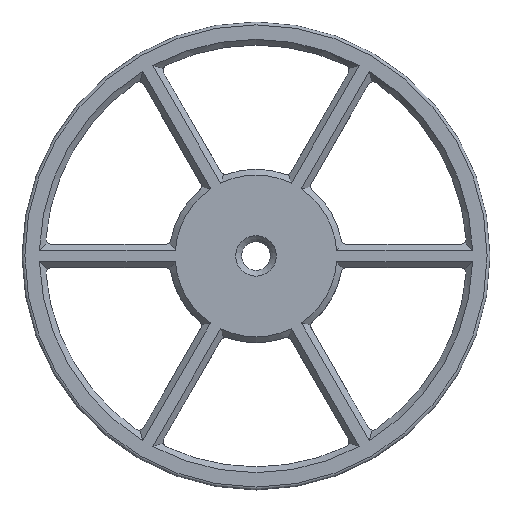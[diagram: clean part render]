
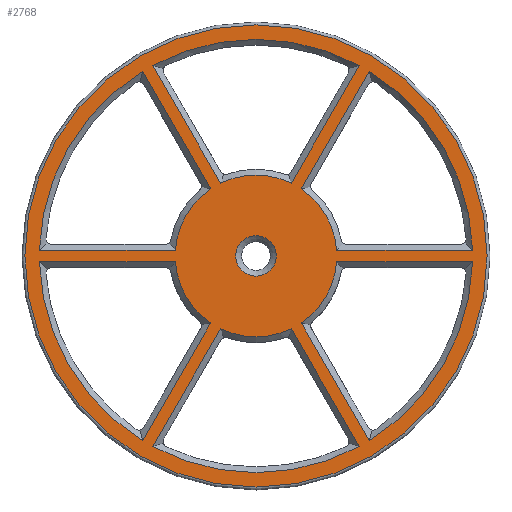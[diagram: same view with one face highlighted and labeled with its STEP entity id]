
A CAD part, top view. The second image highlights one B-rep face of the part: STEP entity #2768.
In plain terms, the highlighted planar face has unit normal (0, 0, 1).
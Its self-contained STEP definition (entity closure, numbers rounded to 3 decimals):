
#19=FACE_BOUND('',#639,.T.);
#20=FACE_BOUND('',#640,.T.);
#21=FACE_BOUND('',#641,.T.);
#22=FACE_BOUND('',#642,.T.);
#23=FACE_BOUND('',#643,.T.);
#24=FACE_BOUND('',#644,.T.);
#25=FACE_BOUND('',#645,.T.);
#100=LINE('',#3617,#206);
#107=LINE('',#3753,#213);
#114=LINE('',#3889,#220);
#121=LINE('',#4025,#227);
#128=LINE('',#4161,#234);
#136=LINE('',#4254,#242);
#143=LINE('',#4300,#249);
#150=LINE('',#4346,#256);
#157=LINE('',#4392,#263);
#164=LINE('',#4438,#270);
#182=LINE('',#5504,#288);
#189=LINE('',#5774,#295);
#206=VECTOR('',#3029,10.);
#213=VECTOR('',#3062,10.);
#220=VECTOR('',#3095,10.);
#227=VECTOR('',#3128,10.);
#234=VECTOR('',#3161,10.);
#242=VECTOR('',#3191,10.);
#249=VECTOR('',#3212,10.);
#256=VECTOR('',#3233,10.);
#263=VECTOR('',#3254,10.);
#270=VECTOR('',#3275,10.);
#288=VECTOR('',#3391,10.);
#295=VECTOR('',#3422,10.);
#385=PLANE('',#2981);
#504=FACE_OUTER_BOUND('',#638,.T.);
#638=EDGE_LOOP('',(#2522));
#639=EDGE_LOOP('',(#2523,#2524,#2525,#2526));
#640=EDGE_LOOP('',(#2527,#2528,#2529,#2530));
#641=EDGE_LOOP('',(#2531));
#642=EDGE_LOOP('',(#2532,#2533,#2534,#2535));
#643=EDGE_LOOP('',(#2536,#2537,#2538,#2539));
#644=EDGE_LOOP('',(#2540,#2541,#2542,#2543));
#645=EDGE_LOOP('',(#2544,#2545,#2546,#2547));
#674=CIRCLE('',#2811,37.5);
#678=CIRCLE('',#2824,37.5);
#682=CIRCLE('',#2837,37.5);
#686=CIRCLE('',#2850,37.5);
#690=CIRCLE('',#2863,37.5);
#691=CIRCLE('',#2902,14.);
#695=CIRCLE('',#2909,14.);
#698=CIRCLE('',#2915,14.);
#702=CIRCLE('',#2922,14.);
#705=CIRCLE('',#2928,14.);
#711=CIRCLE('',#2951,37.5);
#713=CIRCLE('',#2954,14.);
#724=CIRCLE('',#2982,40.);
#725=CIRCLE('',#2983,3.5);
#988=VERTEX_POINT('',#3611);
#989=VERTEX_POINT('',#3616);
#998=VERTEX_POINT('',#3664);
#1014=VERTEX_POINT('',#3747);
#1015=VERTEX_POINT('',#3752);
#1024=VERTEX_POINT('',#3800);
#1040=VERTEX_POINT('',#3883);
#1041=VERTEX_POINT('',#3888);
#1050=VERTEX_POINT('',#3936);
#1066=VERTEX_POINT('',#4019);
#1067=VERTEX_POINT('',#4024);
#1076=VERTEX_POINT('',#4072);
#1092=VERTEX_POINT('',#4155);
#1093=VERTEX_POINT('',#4160);
#1102=VERTEX_POINT('',#4208);
#1111=VERTEX_POINT('',#4249);
#1121=VERTEX_POINT('',#4295);
#1131=VERTEX_POINT('',#4341);
#1141=VERTEX_POINT('',#4387);
#1151=VERTEX_POINT('',#4433);
#1221=VERTEX_POINT('',#5499);
#1222=VERTEX_POINT('',#5503);
#1237=VERTEX_POINT('',#5566);
#1246=VERTEX_POINT('',#5679);
#1268=VERTEX_POINT('',#6253);
#1269=VERTEX_POINT('',#6255);
#1300=EDGE_CURVE('',#988,#989,#100,.T.);
#1313=EDGE_CURVE('',#998,#988,#674,.T.);
#1331=EDGE_CURVE('',#1014,#1015,#107,.T.);
#1344=EDGE_CURVE('',#1024,#1014,#678,.T.);
#1362=EDGE_CURVE('',#1040,#1041,#114,.T.);
#1375=EDGE_CURVE('',#1050,#1040,#682,.T.);
#1393=EDGE_CURVE('',#1066,#1067,#121,.T.);
#1406=EDGE_CURVE('',#1076,#1066,#686,.T.);
#1424=EDGE_CURVE('',#1092,#1093,#128,.T.);
#1437=EDGE_CURVE('',#1102,#1092,#690,.T.);
#1449=EDGE_CURVE('',#1111,#998,#136,.T.);
#1464=EDGE_CURVE('',#1121,#1024,#143,.T.);
#1479=EDGE_CURVE('',#1131,#1050,#150,.T.);
#1494=EDGE_CURVE('',#1141,#1076,#157,.T.);
#1509=EDGE_CURVE('',#1151,#1102,#164,.T.);
#1523=EDGE_CURVE('',#989,#1111,#691,.T.);
#1539=EDGE_CURVE('',#1015,#1121,#695,.T.);
#1552=EDGE_CURVE('',#1041,#1131,#698,.T.);
#1568=EDGE_CURVE('',#1067,#1141,#702,.T.);
#1581=EDGE_CURVE('',#1093,#1151,#705,.T.);
#1619=EDGE_CURVE('',#1221,#1222,#182,.T.);
#1637=EDGE_CURVE('',#1237,#1221,#711,.T.);
#1647=EDGE_CURVE('',#1222,#1246,#713,.T.);
#1657=EDGE_CURVE('',#1246,#1237,#189,.T.);
#1704=EDGE_CURVE('',#1268,#1268,#724,.T.);
#1705=EDGE_CURVE('',#1269,#1269,#725,.T.);
#2522=ORIENTED_EDGE('',*,*,#1704,.F.);
#2523=ORIENTED_EDGE('',*,*,#1344,.F.);
#2524=ORIENTED_EDGE('',*,*,#1464,.F.);
#2525=ORIENTED_EDGE('',*,*,#1539,.F.);
#2526=ORIENTED_EDGE('',*,*,#1331,.F.);
#2527=ORIENTED_EDGE('',*,*,#1406,.F.);
#2528=ORIENTED_EDGE('',*,*,#1494,.F.);
#2529=ORIENTED_EDGE('',*,*,#1568,.F.);
#2530=ORIENTED_EDGE('',*,*,#1393,.F.);
#2531=ORIENTED_EDGE('',*,*,#1705,.F.);
#2532=ORIENTED_EDGE('',*,*,#1647,.F.);
#2533=ORIENTED_EDGE('',*,*,#1619,.F.);
#2534=ORIENTED_EDGE('',*,*,#1637,.F.);
#2535=ORIENTED_EDGE('',*,*,#1657,.F.);
#2536=ORIENTED_EDGE('',*,*,#1437,.F.);
#2537=ORIENTED_EDGE('',*,*,#1509,.F.);
#2538=ORIENTED_EDGE('',*,*,#1581,.F.);
#2539=ORIENTED_EDGE('',*,*,#1424,.F.);
#2540=ORIENTED_EDGE('',*,*,#1375,.F.);
#2541=ORIENTED_EDGE('',*,*,#1479,.F.);
#2542=ORIENTED_EDGE('',*,*,#1552,.F.);
#2543=ORIENTED_EDGE('',*,*,#1362,.F.);
#2544=ORIENTED_EDGE('',*,*,#1313,.F.);
#2545=ORIENTED_EDGE('',*,*,#1449,.F.);
#2546=ORIENTED_EDGE('',*,*,#1523,.F.);
#2547=ORIENTED_EDGE('',*,*,#1300,.F.);
#2768=ADVANCED_FACE('',(#504,#19,#20,#21,#22,#23,#24,#25),#385,.T.);
#2811=AXIS2_PLACEMENT_3D('',#3669,#3043,#3044);
#2824=AXIS2_PLACEMENT_3D('',#3805,#3076,#3077);
#2837=AXIS2_PLACEMENT_3D('',#3941,#3109,#3110);
#2850=AXIS2_PLACEMENT_3D('',#4077,#3142,#3143);
#2863=AXIS2_PLACEMENT_3D('',#4213,#3175,#3176);
#2902=AXIS2_PLACEMENT_3D('',#4548,#3291,#3292);
#2909=AXIS2_PLACEMENT_3D('',#4694,#3307,#3308);
#2915=AXIS2_PLACEMENT_3D('',#4811,#3321,#3322);
#2922=AXIS2_PLACEMENT_3D('',#4957,#3337,#3338);
#2928=AXIS2_PLACEMENT_3D('',#5074,#3351,#3352);
#2951=AXIS2_PLACEMENT_3D('',#5570,#3408,#3409);
#2954=AXIS2_PLACEMENT_3D('',#5680,#3414,#3415);
#2981=AXIS2_PLACEMENT_3D('',#6252,#3476,#3477);
#2982=AXIS2_PLACEMENT_3D('',#6254,#3478,#3479);
#2983=AXIS2_PLACEMENT_3D('',#6256,#3480,#3481);
#3029=DIRECTION('',(-1.,0.,0.));
#3043=DIRECTION('center_axis',(0.,0.,1.));
#3044=DIRECTION('ref_axis',(0.5,-0.866,0.));
#3062=DIRECTION('',(-0.5,0.866,0.));
#3076=DIRECTION('center_axis',(0.,0.,1.));
#3077=DIRECTION('ref_axis',(-0.5,-0.866,0.));
#3095=DIRECTION('',(0.5,0.866,0.));
#3109=DIRECTION('center_axis',(0.,0.,1.));
#3110=DIRECTION('ref_axis',(-1.,0.,0.));
#3128=DIRECTION('',(1.,0.,0.));
#3142=DIRECTION('center_axis',(0.,0.,1.));
#3143=DIRECTION('ref_axis',(-0.5,0.866,0.));
#3161=DIRECTION('',(0.5,-0.866,0.));
#3175=DIRECTION('center_axis',(0.,0.,1.));
#3176=DIRECTION('ref_axis',(0.5,0.866,0.));
#3191=DIRECTION('',(0.5,-0.866,0.));
#3212=DIRECTION('',(-0.5,-0.866,0.));
#3233=DIRECTION('',(-1.,0.,0.));
#3254=DIRECTION('',(-0.5,0.866,0.));
#3275=DIRECTION('',(0.5,0.866,0.));
#3291=DIRECTION('center_axis',(0.,0.,-1.));
#3292=DIRECTION('ref_axis',(0.5,-0.866,0.));
#3307=DIRECTION('center_axis',(0.,0.,-1.));
#3308=DIRECTION('ref_axis',(-0.5,-0.866,0.));
#3321=DIRECTION('center_axis',(0.,0.,-1.));
#3322=DIRECTION('ref_axis',(-1.,0.,0.));
#3337=DIRECTION('center_axis',(0.,0.,-1.));
#3338=DIRECTION('ref_axis',(-0.5,0.866,0.));
#3351=DIRECTION('center_axis',(0.,0.,-1.));
#3352=DIRECTION('ref_axis',(0.5,0.866,0.));
#3391=DIRECTION('',(-0.5,-0.866,0.));
#3408=DIRECTION('center_axis',(0.,0.,1.));
#3409=DIRECTION('ref_axis',(1.,0.,0.));
#3414=DIRECTION('center_axis',(0.,0.,-1.));
#3415=DIRECTION('ref_axis',(1.,0.,0.));
#3422=DIRECTION('',(1.,0.,0.));
#3476=DIRECTION('center_axis',(0.,0.,1.));
#3477=DIRECTION('ref_axis',(1.,0.,0.));
#3478=DIRECTION('center_axis',(0.,0.,-1.));
#3479=DIRECTION('ref_axis',(1.,0.,0.));
#3480=DIRECTION('center_axis',(0.,0.,1.));
#3481=DIRECTION('ref_axis',(0.,-1.,0.));
#3611=CARTESIAN_POINT('',(37.487,-1.,2.5));
#3616=CARTESIAN_POINT('',(13.964,-1.,2.5));
#3617=CARTESIAN_POINT('',(12.377,-1.,2.5));
#3664=CARTESIAN_POINT('',(19.609,-31.964,2.5));
#3669=CARTESIAN_POINT('Origin',(0.,0.,
2.5));
#3747=CARTESIAN_POINT('',(17.877,-32.964,2.5));
#3752=CARTESIAN_POINT('',(6.116,-12.593,2.5));
#3753=CARTESIAN_POINT('',(-3.338,3.781,2.5));
#3800=CARTESIAN_POINT('',(-17.877,-32.964,2.5));
#3805=CARTESIAN_POINT('Origin',(0.,0.,
2.5));
#3883=CARTESIAN_POINT('',(-19.609,-31.964,2.5));
#3888=CARTESIAN_POINT('',(-7.848,-11.593,2.5));
#3889=CARTESIAN_POINT('',(1.606,4.781,2.5));
#3936=CARTESIAN_POINT('',(-37.487,-1.,2.5));
#3941=CARTESIAN_POINT('Origin',(0.,0.,
2.5));
#4019=CARTESIAN_POINT('',(-37.487,1.,2.5));
#4024=CARTESIAN_POINT('',(-13.964,1.,2.5));
#4025=CARTESIAN_POINT('',(-12.377,1.,2.5));
#4072=CARTESIAN_POINT('',(-19.609,31.964,2.5));
#4077=CARTESIAN_POINT('Origin',(0.,0.,
2.5));
#4155=CARTESIAN_POINT('',(-17.877,32.964,2.5));
#4160=CARTESIAN_POINT('',(-6.116,12.593,2.5));
#4161=CARTESIAN_POINT('',(-13.983,26.219,2.5));
#4208=CARTESIAN_POINT('',(17.877,32.964,2.5));
#4213=CARTESIAN_POINT('Origin',(0.,0.,
2.5));
#4249=CARTESIAN_POINT('',(7.848,-11.593,2.5));
#4254=CARTESIAN_POINT('',(-3.239,7.609,2.5));
#4295=CARTESIAN_POINT('',(-6.116,-12.593,2.5));
#4300=CARTESIAN_POINT('',(4.971,6.609,2.5));
#4341=CARTESIAN_POINT('',(-13.964,-1.,2.5));
#4346=CARTESIAN_POINT('',(-9.111,-1.,2.5));
#4387=CARTESIAN_POINT('',(-7.848,11.593,2.5));
#4392=CARTESIAN_POINT('',(-14.082,22.391,2.5));
#4433=CARTESIAN_POINT('',(6.116,12.593,2.5));
#4438=CARTESIAN_POINT('',(12.35,23.391,2.5));
#4548=CARTESIAN_POINT('Origin',(0.,0.,
2.5));
#4694=CARTESIAN_POINT('Origin',(0.,0.,
2.5));
#4811=CARTESIAN_POINT('Origin',(0.,0.,
2.5));
#4957=CARTESIAN_POINT('Origin',(0.,0.,
2.5));
#5074=CARTESIAN_POINT('Origin',(0.,0.,
2.5));
#5499=CARTESIAN_POINT('',(19.609,31.964,2.5));
#5503=CARTESIAN_POINT('',(7.848,11.593,2.5));
#5504=CARTESIAN_POINT('',(13.243,20.937,2.5));
#5566=CARTESIAN_POINT('',(37.487,1.,2.5));
#5570=CARTESIAN_POINT('Origin',(0.,0.,2.5));
#5679=CARTESIAN_POINT('',(13.964,1.,2.5));
#5680=CARTESIAN_POINT('Origin',(0.,0.,2.5));
#5774=CARTESIAN_POINT('',(18.223,1.,2.5));
#6252=CARTESIAN_POINT('Origin',(0.,40.,2.5));
#6253=CARTESIAN_POINT('',(40.,0.,2.5));
#6254=CARTESIAN_POINT('Origin',(0.,0.,2.5));
#6255=CARTESIAN_POINT('',(0.,3.5,2.5));
#6256=CARTESIAN_POINT('Origin',(0.,0.,2.5));
